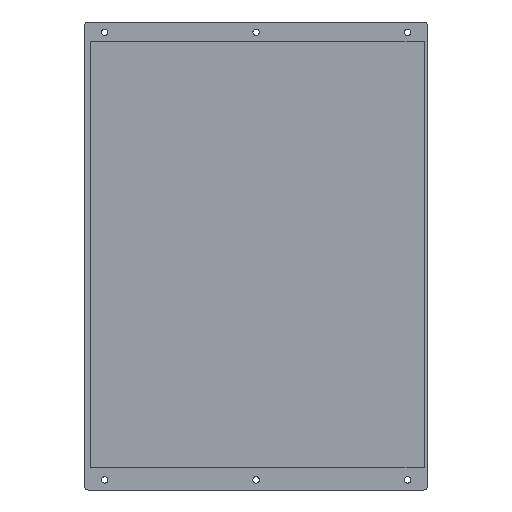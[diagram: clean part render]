
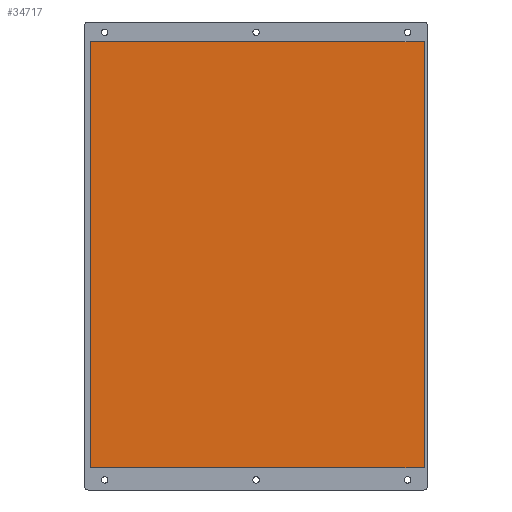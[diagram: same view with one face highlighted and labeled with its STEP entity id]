
A CAD part, front view. The second image highlights one B-rep face of the part: STEP entity #34717.
In plain terms, the highlighted planar face has unit normal (0, -1, 0).
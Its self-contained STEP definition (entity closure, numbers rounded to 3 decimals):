
#2866=FACE_OUTER_BOUND('',#4746,.T.);
#4746=EDGE_LOOP('',(#23352,#23353,#23354,#23355));
#6659=LINE('',#49271,#10880);
#6660=LINE('',#49273,#10881);
#6661=LINE('',#49275,#10882);
#6662=LINE('',#49276,#10883);
#10880=VECTOR('',#39751,10.);
#10881=VECTOR('',#39752,10.);
#10882=VECTOR('',#39753,10.);
#10883=VECTOR('',#39754,10.);
#15095=VERTEX_POINT('',#49269);
#15096=VERTEX_POINT('',#49270);
#15097=VERTEX_POINT('',#49272);
#15098=VERTEX_POINT('',#49274);
#18281=EDGE_CURVE('',#15095,#15096,#6659,.T.);
#18282=EDGE_CURVE('',#15096,#15097,#6660,.T.);
#18283=EDGE_CURVE('',#15097,#15098,#6661,.T.);
#18284=EDGE_CURVE('',#15098,#15095,#6662,.T.);
#23352=ORIENTED_EDGE('',*,*,#18281,.T.);
#23353=ORIENTED_EDGE('',*,*,#18282,.T.);
#23354=ORIENTED_EDGE('',*,*,#18283,.T.);
#23355=ORIENTED_EDGE('',*,*,#18284,.T.);
#33203=PLANE('',#36986);
#34717=ADVANCED_FACE('',(#2866),#33203,.T.);
#36986=AXIS2_PLACEMENT_3D('',#49268,#39749,#39750);
#39749=DIRECTION('center_axis',(0.,-1.,0.));
#39750=DIRECTION('ref_axis',(0.,0.,-1.));
#39751=DIRECTION('',(-1.,0.,0.));
#39752=DIRECTION('',(0.,0.,-1.));
#39753=DIRECTION('',(1.,0.,0.));
#39754=DIRECTION('',(0.,0.,1.));
#49268=CARTESIAN_POINT('Origin',(-82.9,-0.8,-105.8));
#49269=CARTESIAN_POINT('',(0.,-0.8,0.));
#49270=CARTESIAN_POINT('',(-165.8,-0.8,0.));
#49271=CARTESIAN_POINT('',(0.,-0.8,0.));
#49272=CARTESIAN_POINT('',(-165.8,-0.8,-211.6));
#49273=CARTESIAN_POINT('',(-165.8,-0.8,0.));
#49274=CARTESIAN_POINT('',(0.,-0.8,-211.6));
#49275=CARTESIAN_POINT('',(-165.8,-0.8,-211.6));
#49276=CARTESIAN_POINT('',(0.,-0.8,-211.6));
